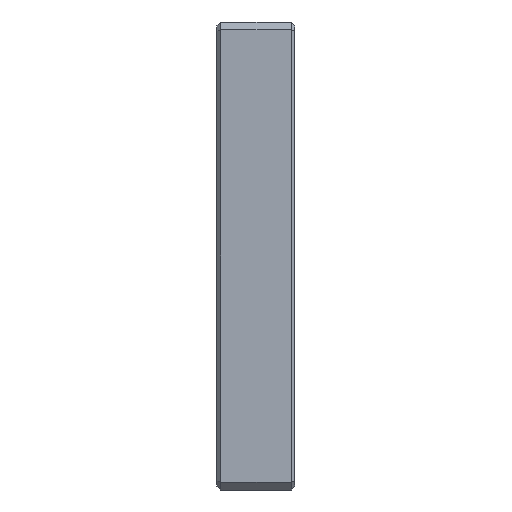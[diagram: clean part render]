
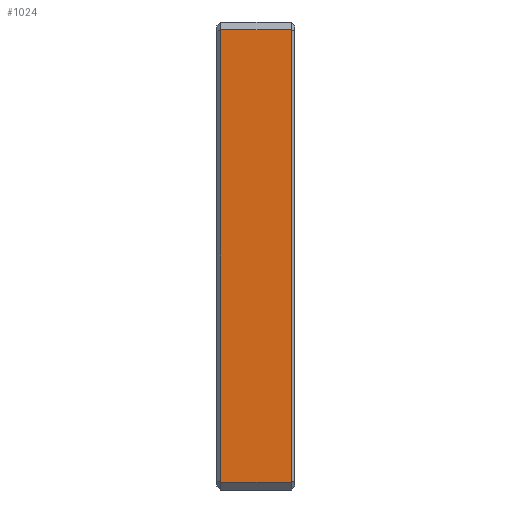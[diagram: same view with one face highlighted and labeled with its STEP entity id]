
A CAD part, left-side view. The second image highlights one B-rep face of the part: STEP entity #1024.
In plain terms, the highlighted planar face has unit normal (-1, 0, 0).
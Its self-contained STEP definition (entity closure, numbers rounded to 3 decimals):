
#10 = ORIENTED_EDGE ( 'NONE', *, *, #418, .T. ) ;
#73 = VERTEX_POINT ( 'NONE', #1013 ) ;
#92 = VERTEX_POINT ( 'NONE', #1130 ) ;
#173 = CARTESIAN_POINT ( 'NONE',  ( -30., 9.5, -29. ) ) ;
#251 = EDGE_CURVE ( 'NONE', #92, #1332, #588, .T. ) ;
#336 = CARTESIAN_POINT ( 'NONE',  ( -30., 10., -29. ) ) ;
#405 = VECTOR ( 'NONE', #956, 1000. ) ;
#418 = EDGE_CURVE ( 'NONE', #1332, #938, #847, .T. ) ;
#459 = DIRECTION ( 'NONE',  ( 0., 0., -1. ) ) ;
#464 = EDGE_LOOP ( 'NONE', ( #978, #10, #899, #1453 ) ) ;
#564 = CARTESIAN_POINT ( 'NONE',  ( -30., 10., -30. ) ) ;
#588 = LINE ( 'NONE', #1077, #405 ) ;
#678 = AXIS2_PLACEMENT_3D ( 'NONE', #564, #1170, #702 ) ;
#686 = PLANE ( 'NONE',  #678 ) ;
#698 = EDGE_CURVE ( 'NONE', #73, #92, #863, .T. ) ;
#702 = DIRECTION ( 'NONE',  ( 0., 0., -1. ) ) ;
#706 = CARTESIAN_POINT ( 'NONE',  ( -30., 9.5, -28.293 ) ) ;
#790 = DIRECTION ( 'NONE',  ( 0., -1., 0. ) ) ;
#842 = CARTESIAN_POINT ( 'NONE',  ( -30., 9.5, 29. ) ) ;
#847 = LINE ( 'NONE', #706, #1487 ) ;
#863 = LINE ( 'NONE', #1082, #1281 ) ;
#899 = ORIENTED_EDGE ( 'NONE', *, *, #1153, .T. ) ;
#938 = VERTEX_POINT ( 'NONE', #173 ) ;
#956 = DIRECTION ( 'NONE',  ( 0., 1., 0. ) ) ;
#978 = ORIENTED_EDGE ( 'NONE', *, *, #251, .T. ) ;
#1009 = VECTOR ( 'NONE', #790, 1000. ) ;
#1013 = CARTESIAN_POINT ( 'NONE',  ( -30., 0.5, -29. ) ) ;
#1024 = ADVANCED_FACE ( 'NONE', ( #1157 ), #686, .F. ) ;
#1077 = CARTESIAN_POINT ( 'NONE',  ( -30., 10., 29. ) ) ;
#1082 = CARTESIAN_POINT ( 'NONE',  ( -30., 0.5, -30. ) ) ;
#1130 = CARTESIAN_POINT ( 'NONE',  ( -30., 0.5, 29. ) ) ;
#1153 = EDGE_CURVE ( 'NONE', #938, #73, #1302, .T. ) ;
#1157 = FACE_OUTER_BOUND ( 'NONE', #464, .T. ) ;
#1170 = DIRECTION ( 'NONE',  ( 1., 0., 0. ) ) ;
#1281 = VECTOR ( 'NONE', #1347, 1000. ) ;
#1302 = LINE ( 'NONE', #336, #1009 ) ;
#1332 = VERTEX_POINT ( 'NONE', #842 ) ;
#1347 = DIRECTION ( 'NONE',  ( 0., 0., 1. ) ) ;
#1453 = ORIENTED_EDGE ( 'NONE', *, *, #698, .T. ) ;
#1487 = VECTOR ( 'NONE', #459, 1000. ) ;
